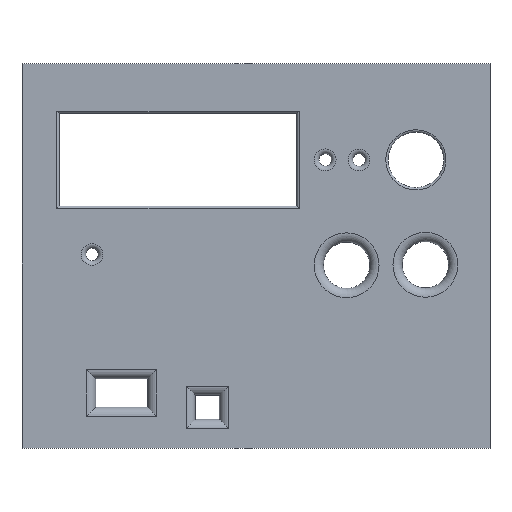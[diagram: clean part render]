
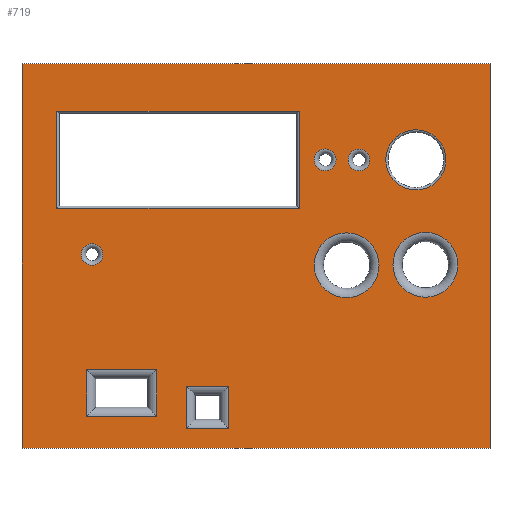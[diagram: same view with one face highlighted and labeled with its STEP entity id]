
A CAD part, top view. The second image highlights one B-rep face of the part: STEP entity #719.
In plain terms, the highlighted planar face has unit normal (0, 0, 1).
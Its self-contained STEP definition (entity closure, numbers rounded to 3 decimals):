
#21=FACE_BOUND('',#130,.T.);
#22=FACE_BOUND('',#131,.T.);
#23=FACE_BOUND('',#132,.T.);
#24=FACE_BOUND('',#133,.T.);
#25=FACE_BOUND('',#134,.T.);
#26=FACE_BOUND('',#135,.T.);
#27=FACE_BOUND('',#136,.T.);
#28=FACE_BOUND('',#137,.T.);
#29=FACE_BOUND('',#138,.T.);
#39=CIRCLE('',#780,6.5);
#40=CIRCLE('',#781,2.35);
#41=CIRCLE('',#782,7.);
#42=CIRCLE('',#783,7.);
#43=CIRCLE('',#784,2.35);
#44=CIRCLE('',#785,2.35);
#65=PLANE('',#779);
#87=FACE_OUTER_BOUND('',#129,.T.);
#129=EDGE_LOOP('',(#515,#516,#517,#518));
#130=EDGE_LOOP('',(#519));
#131=EDGE_LOOP('',(#520,#521,#522,#523));
#132=EDGE_LOOP('',(#524));
#133=EDGE_LOOP('',(#525));
#134=EDGE_LOOP('',(#526));
#135=EDGE_LOOP('',(#527));
#136=EDGE_LOOP('',(#528));
#137=EDGE_LOOP('',(#529,#530,#531,#532));
#138=EDGE_LOOP('',(#533,#534,#535,#536));
#195=LINE('',#1075,#261);
#197=LINE('',#1083,#263);
#199=LINE('',#1089,#265);
#202=LINE('',#1095,#268);
#208=LINE('',#1109,#274);
#209=LINE('',#1111,#275);
#210=LINE('',#1113,#276);
#211=LINE('',#1114,#277);
#212=LINE('',#1119,#278);
#213=LINE('',#1121,#279);
#214=LINE('',#1123,#280);
#215=LINE('',#1124,#281);
#216=LINE('',#1137,#282);
#217=LINE('',#1139,#283);
#218=LINE('',#1141,#284);
#219=LINE('',#1142,#285);
#261=VECTOR('',#851,10.);
#263=VECTOR('',#859,10.);
#265=VECTOR('',#865,10.);
#268=VECTOR('',#872,10.);
#274=VECTOR('',#884,10.);
#275=VECTOR('',#885,10.);
#276=VECTOR('',#886,10.);
#277=VECTOR('',#887,10.);
#278=VECTOR('',#890,10.);
#279=VECTOR('',#891,10.);
#280=VECTOR('',#892,10.);
#281=VECTOR('',#893,10.);
#282=VECTOR('',#904,10.);
#283=VECTOR('',#905,10.);
#284=VECTOR('',#906,10.);
#285=VECTOR('',#907,10.);
#327=VERTEX_POINT('',#1073);
#328=VERTEX_POINT('',#1074);
#331=VERTEX_POINT('',#1082);
#333=VERTEX_POINT('',#1088);
#338=VERTEX_POINT('',#1107);
#339=VERTEX_POINT('',#1108);
#340=VERTEX_POINT('',#1110);
#341=VERTEX_POINT('',#1112);
#342=VERTEX_POINT('',#1115);
#343=VERTEX_POINT('',#1117);
#344=VERTEX_POINT('',#1118);
#345=VERTEX_POINT('',#1120);
#346=VERTEX_POINT('',#1122);
#347=VERTEX_POINT('',#1125);
#348=VERTEX_POINT('',#1127);
#349=VERTEX_POINT('',#1129);
#350=VERTEX_POINT('',#1131);
#351=VERTEX_POINT('',#1133);
#352=VERTEX_POINT('',#1135);
#353=VERTEX_POINT('',#1136);
#354=VERTEX_POINT('',#1138);
#355=VERTEX_POINT('',#1140);
#389=EDGE_CURVE('',#327,#328,#195,.T.);
#393=EDGE_CURVE('',#328,#331,#197,.T.);
#396=EDGE_CURVE('',#331,#333,#199,.T.);
#400=EDGE_CURVE('',#333,#327,#202,.T.);
#406=EDGE_CURVE('',#338,#339,#208,.T.);
#407=EDGE_CURVE('',#339,#340,#209,.T.);
#408=EDGE_CURVE('',#340,#341,#210,.T.);
#409=EDGE_CURVE('',#341,#338,#211,.T.);
#410=EDGE_CURVE('',#342,#342,#39,.T.);
#411=EDGE_CURVE('',#343,#344,#212,.T.);
#412=EDGE_CURVE('',#345,#343,#213,.T.);
#413=EDGE_CURVE('',#346,#345,#214,.T.);
#414=EDGE_CURVE('',#344,#346,#215,.T.);
#415=EDGE_CURVE('',#347,#347,#40,.T.);
#416=EDGE_CURVE('',#348,#348,#41,.T.);
#417=EDGE_CURVE('',#349,#349,#42,.T.);
#418=EDGE_CURVE('',#350,#350,#43,.T.);
#419=EDGE_CURVE('',#351,#351,#44,.T.);
#420=EDGE_CURVE('',#352,#353,#216,.T.);
#421=EDGE_CURVE('',#354,#352,#217,.T.);
#422=EDGE_CURVE('',#355,#354,#218,.T.);
#423=EDGE_CURVE('',#353,#355,#219,.T.);
#515=ORIENTED_EDGE('',*,*,#406,.T.);
#516=ORIENTED_EDGE('',*,*,#407,.T.);
#517=ORIENTED_EDGE('',*,*,#408,.T.);
#518=ORIENTED_EDGE('',*,*,#409,.T.);
#519=ORIENTED_EDGE('',*,*,#410,.F.);
#520=ORIENTED_EDGE('',*,*,#411,.F.);
#521=ORIENTED_EDGE('',*,*,#412,.F.);
#522=ORIENTED_EDGE('',*,*,#413,.F.);
#523=ORIENTED_EDGE('',*,*,#414,.F.);
#524=ORIENTED_EDGE('',*,*,#415,.F.);
#525=ORIENTED_EDGE('',*,*,#416,.F.);
#526=ORIENTED_EDGE('',*,*,#417,.F.);
#527=ORIENTED_EDGE('',*,*,#418,.F.);
#528=ORIENTED_EDGE('',*,*,#419,.F.);
#529=ORIENTED_EDGE('',*,*,#420,.F.);
#530=ORIENTED_EDGE('',*,*,#421,.F.);
#531=ORIENTED_EDGE('',*,*,#422,.F.);
#532=ORIENTED_EDGE('',*,*,#423,.F.);
#533=ORIENTED_EDGE('',*,*,#389,.F.);
#534=ORIENTED_EDGE('',*,*,#400,.F.);
#535=ORIENTED_EDGE('',*,*,#396,.F.);
#536=ORIENTED_EDGE('',*,*,#393,.F.);
#719=ADVANCED_FACE('',(#87,#21,#22,#23,#24,#25,#26,#27,#28,#29),#65,.T.);
#779=AXIS2_PLACEMENT_3D('',#1106,#882,#883);
#780=AXIS2_PLACEMENT_3D('',#1116,#888,#889);
#781=AXIS2_PLACEMENT_3D('',#1126,#894,#895);
#782=AXIS2_PLACEMENT_3D('',#1128,#896,#897);
#783=AXIS2_PLACEMENT_3D('',#1130,#898,#899);
#784=AXIS2_PLACEMENT_3D('',#1132,#900,#901);
#785=AXIS2_PLACEMENT_3D('',#1134,#902,#903);
#851=DIRECTION('',(1.,0.,0.));
#859=DIRECTION('',(0.,1.,0.));
#865=DIRECTION('',(-1.,0.,0.));
#872=DIRECTION('',(0.,-1.,0.));
#882=DIRECTION('center_axis',(0.,0.,
1.));
#883=DIRECTION('ref_axis',(-1.,0.,0.));
#884=DIRECTION('',(1.,0.,0.));
#885=DIRECTION('',(0.,1.,0.));
#886=DIRECTION('',(-1.,0.,0.));
#887=DIRECTION('',(0.,-1.,0.));
#888=DIRECTION('center_axis',(0.,0.,
1.));
#889=DIRECTION('ref_axis',(-1.,0.,0.));
#890=DIRECTION('',(1.,0.,0.));
#891=DIRECTION('',(0.,-1.,0.));
#892=DIRECTION('',(-1.,0.,0.));
#893=DIRECTION('',(0.,1.,0.));
#894=DIRECTION('center_axis',(0.,0.,
1.));
#895=DIRECTION('ref_axis',(-1.,0.,0.));
#896=DIRECTION('center_axis',(0.,0.,
1.));
#897=DIRECTION('ref_axis',(-1.,0.,0.));
#898=DIRECTION('center_axis',(0.,0.,
1.));
#899=DIRECTION('ref_axis',(-1.,0.,0.));
#900=DIRECTION('center_axis',(0.,0.,
1.));
#901=DIRECTION('ref_axis',(-1.,0.,0.));
#902=DIRECTION('center_axis',(0.,0.,
1.));
#903=DIRECTION('ref_axis',(-1.,0.,0.));
#904=DIRECTION('',(-1.,0.,0.));
#905=DIRECTION('',(0.,1.,0.));
#906=DIRECTION('',(1.,0.,0.));
#907=DIRECTION('',(0.,-1.,0.));
#1073=CARTESIAN_POINT('',(-35.836,-33.09,4.6));
#1074=CARTESIAN_POINT('',(-20.676,-33.09,4.6));
#1075=CARTESIAN_POINT('',(-10.981,-33.09,4.6));
#1082=CARTESIAN_POINT('',(-20.676,-23.01,4.6));
#1083=CARTESIAN_POINT('',(-20.676,-11.746,4.6));
#1088=CARTESIAN_POINT('',(-35.836,-23.01,4.6));
#1089=CARTESIAN_POINT('',(-16.561,-23.01,4.6));
#1095=CARTESIAN_POINT('',(-35.836,-14.786,4.6));
#1106=CARTESIAN_POINT('Origin',(0.714,1.518,4.6));
#1107=CARTESIAN_POINT('',(-49.786,-39.982,4.6));
#1108=CARTESIAN_POINT('',(51.214,-39.982,4.6));
#1109=CARTESIAN_POINT('',(51.214,-39.982,4.6));
#1110=CARTESIAN_POINT('',(51.214,43.018,4.6));
#1111=CARTESIAN_POINT('',(51.214,43.018,4.6));
#1112=CARTESIAN_POINT('',(-49.786,43.018,4.6));
#1113=CARTESIAN_POINT('',(-49.786,43.018,4.6));
#1114=CARTESIAN_POINT('',(-49.786,-39.982,4.6));
#1115=CARTESIAN_POINT('',(41.717,22.264,4.6));
#1116=CARTESIAN_POINT('Origin',(35.217,22.264,4.6));
#1117=CARTESIAN_POINT('',(-14.367,-35.75,4.6));
#1118=CARTESIAN_POINT('',(-5.167,-35.75,4.6));
#1119=CARTESIAN_POINT('',(-3.227,-35.75,4.6));
#1120=CARTESIAN_POINT('',(-14.367,-26.55,4.6));
#1121=CARTESIAN_POINT('',(-14.367,-16.116,4.6));
#1122=CARTESIAN_POINT('',(-5.167,-26.55,4.6));
#1123=CARTESIAN_POINT('',(-5.827,-26.55,4.6));
#1124=CARTESIAN_POINT('',(-5.167,-13.516,4.6));
#1125=CARTESIAN_POINT('',(18.,22.264,4.6));
#1126=CARTESIAN_POINT('Origin',(15.65,22.264,4.6));
#1127=CARTESIAN_POINT('',(44.27,-0.382,4.6));
#1128=CARTESIAN_POINT('Origin',(37.27,-0.382,4.6));
#1129=CARTESIAN_POINT('',(27.265,-0.479,4.6));
#1130=CARTESIAN_POINT('Origin',(20.265,-0.479,4.6));
#1131=CARTESIAN_POINT('',(25.275,22.23,4.6));
#1132=CARTESIAN_POINT('Origin',(22.925,22.23,4.6));
#1133=CARTESIAN_POINT('',(-32.311,1.825,4.6));
#1134=CARTESIAN_POINT('Origin',(-34.661,1.825,4.6));
#1135=CARTESIAN_POINT('',(10.039,32.79,4.6));
#1136=CARTESIAN_POINT('',(-42.261,32.79,4.6));
#1137=CARTESIAN_POINT('',(-20.523,32.79,4.6));
#1138=CARTESIAN_POINT('',(10.039,11.79,4.6));
#1139=CARTESIAN_POINT('',(10.039,16.904,4.6));
#1140=CARTESIAN_POINT('',(-42.261,11.79,4.6));
#1141=CARTESIAN_POINT('',(5.127,11.79,4.6));
#1142=CARTESIAN_POINT('',(-42.261,6.904,4.6));
